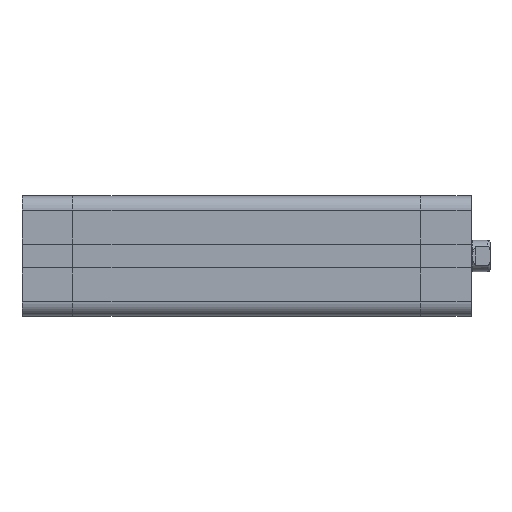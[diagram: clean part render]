
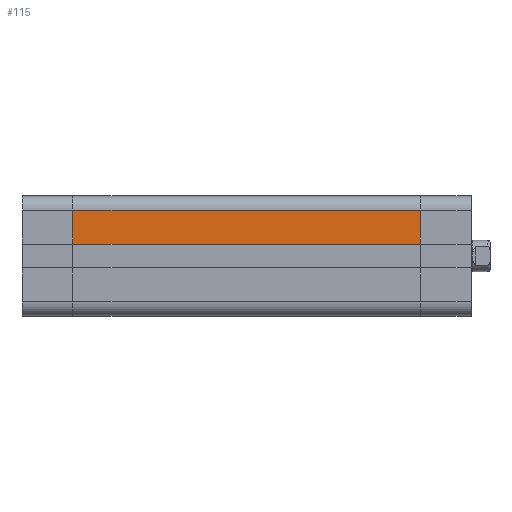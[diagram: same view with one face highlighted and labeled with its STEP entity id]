
A CAD part, front view. The second image highlights one B-rep face of the part: STEP entity #115.
In plain terms, the highlighted planar face has unit normal (0, -1, 0).
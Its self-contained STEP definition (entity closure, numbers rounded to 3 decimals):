
#115 = ADVANCED_FACE ( 'NONE', ( #2205 ), #3403, .T. ) ;
#456 = EDGE_CURVE ( 'NONE', #1471, #1040, #2654, .T. ) ;
#465 = EDGE_CURVE ( 'NONE', #1040, #1004, #2675, .T. ) ;
#466 = EDGE_CURVE ( 'NONE', #1460, #1004, #2658, .T. ) ;
#467 = EDGE_CURVE ( 'NONE', #1471, #1460, #2679, .T. ) ;
#1004 = VERTEX_POINT ( 'NONE', #5791 ) ;
#1040 = VERTEX_POINT ( 'NONE', #5814 ) ;
#1460 = VERTEX_POINT ( 'NONE', #6006 ) ;
#1471 = VERTEX_POINT ( 'NONE', #6016 ) ;
#2205 = FACE_OUTER_BOUND ( 'NONE', #6889, .T. ) ;
#2654 = LINE ( 'NONE', #4124, #2664 ) ;
#2658 = LINE ( 'NONE', #4146, #2682 ) ;
#2664 = VECTOR ( 'NONE', #4128, 1000. ) ;
#2675 = LINE ( 'NONE', #4144, #2680 ) ;
#2679 = LINE ( 'NONE', #4148, #2684 ) ;
#2680 = VECTOR ( 'NONE', #4147, 1000. ) ;
#2682 = VECTOR ( 'NONE', #4150, 1000. ) ;
#2684 = VECTOR ( 'NONE', #4152, 1000. ) ;
#2967 = AXIS2_PLACEMENT_3D ( 'NONE', #3402, #3405, #3406 ) ;
#3402 = CARTESIAN_POINT ( 'NONE',  ( -11., -14.5, -83.5 ) ) ;
#3403 = PLANE ( 'NONE',  #2967 ) ;
#3405 = DIRECTION ( 'NONE',  ( 0., -1., 0. ) ) ;
#3406 = DIRECTION ( 'NONE',  ( 0., 0., -1. ) ) ;
#4124 = CARTESIAN_POINT ( 'NONE',  ( -11., -14.5, -83.5 ) ) ;
#4128 = DIRECTION ( 'NONE',  ( 0., 0., 1. ) ) ;
#4144 = CARTESIAN_POINT ( 'NONE',  ( -11., -14.5, 0. ) ) ;
#4146 = CARTESIAN_POINT ( 'NONE',  ( -2.85, -14.5, -83.5 ) ) ;
#4147 = DIRECTION ( 'NONE',  ( 1., 0., 0. ) ) ;
#4148 = CARTESIAN_POINT ( 'NONE',  ( -11., -14.5, -83.5 ) ) ;
#4150 = DIRECTION ( 'NONE',  ( 0., 0., 1. ) ) ;
#4152 = DIRECTION ( 'NONE',  ( 1., 0., 0. ) ) ;
#5791 = CARTESIAN_POINT ( 'NONE',  ( -2.85, -14.5, 0. ) ) ;
#5814 = CARTESIAN_POINT ( 'NONE',  ( -11., -14.5, 0. ) ) ;
#6006 = CARTESIAN_POINT ( 'NONE',  ( -2.85, -14.5, -83.5 ) ) ;
#6016 = CARTESIAN_POINT ( 'NONE',  ( -11., -14.5, -83.5 ) ) ;
#6889 = EDGE_LOOP ( 'NONE', ( #7303, #7304, #7305, #7306 ) ) ;
#7303 = ORIENTED_EDGE ( 'NONE', *, *, #466, .T. ) ;
#7304 = ORIENTED_EDGE ( 'NONE', *, *, #465, .F. ) ;
#7305 = ORIENTED_EDGE ( 'NONE', *, *, #456, .F. ) ;
#7306 = ORIENTED_EDGE ( 'NONE', *, *, #467, .T. ) ;
